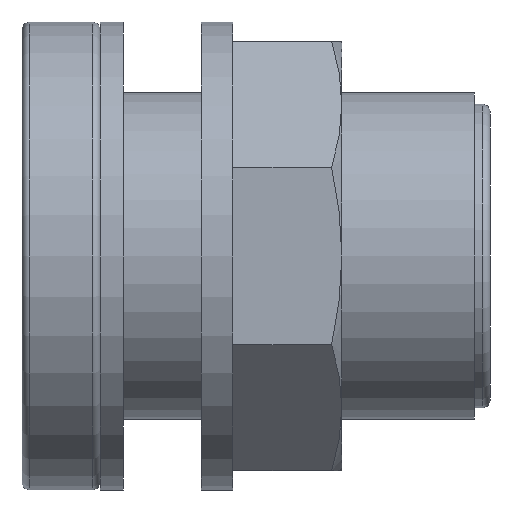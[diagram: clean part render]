
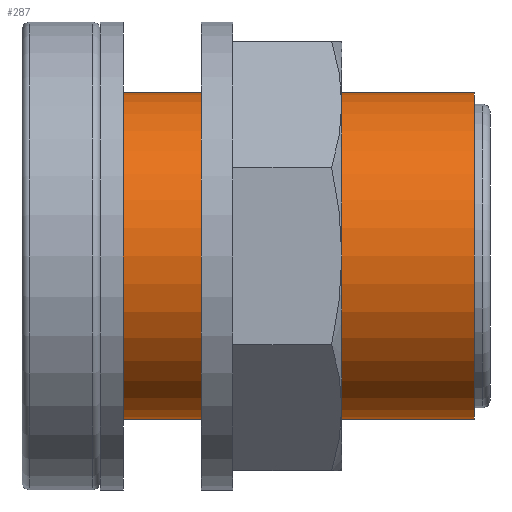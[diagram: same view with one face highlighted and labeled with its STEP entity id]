
A CAD part, left-side view. The second image highlights one B-rep face of the part: STEP entity #287.
In plain terms, the highlighted cylindrical face has radius 20.955 mm (diameter 41.91 mm), a partial arc.
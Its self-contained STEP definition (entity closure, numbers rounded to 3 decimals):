
#197 = VERTEX_POINT ( 'NONE', #1406 ) ;
#198 = VERTEX_POINT ( 'NONE', #1405 ) ;
#200 = EDGE_CURVE ( 'NONE', #198, #762, #1404, .T. ) ;
#204 = EDGE_CURVE ( 'NONE', #197, #673, #1394, .T. ) ;
#287 = ADVANCED_FACE ( 'NONE', ( #1675 ), #1705, .T. ) ;
#288 = EDGE_LOOP ( 'NONE', ( #289, #290, #292, #293 ) ) ;
#289 = ORIENTED_EDGE ( 'NONE', *, *, #200, .F. ) ;
#290 = ORIENTED_EDGE ( 'NONE', *, *, #291, .T. ) ;
#291 = EDGE_CURVE ( 'NONE', #198, #197, #1706, .T. ) ;
#292 = ORIENTED_EDGE ( 'NONE', *, *, #204, .T. ) ;
#293 = ORIENTED_EDGE ( 'NONE', *, *, #672, .T. ) ;
#672 = EDGE_CURVE ( 'NONE', #673, #762, #3000, .T. ) ;
#673 = VERTEX_POINT ( 'NONE', #2995 ) ;
#762 = VERTEX_POINT ( 'NONE', #3214 ) ;
#1393 = CARTESIAN_POINT ( 'NONE',  ( 0., 0., 20.955 ) ) ;
#1394 = LINE ( 'NONE', #1393, #1443 ) ;
#1401 = DIRECTION ( 'NONE',  ( 0., 1., 0. ) ) ;
#1402 = VECTOR ( 'NONE', #1401, 1000. ) ;
#1403 = CARTESIAN_POINT ( 'NONE',  ( 0., 0., -20.955 ) ) ;
#1404 = LINE ( 'NONE', #1403, #1402 ) ;
#1405 = CARTESIAN_POINT ( 'NONE',  ( 0., 2., -20.955 ) ) ;
#1406 = CARTESIAN_POINT ( 'NONE',  ( 0., 2., 20.955 ) ) ;
#1442 = DIRECTION ( 'NONE',  ( 0., 1., 0. ) ) ;
#1443 = VECTOR ( 'NONE', #1442, 1000. ) ;
#1675 = FACE_OUTER_BOUND ( 'NONE', #288, .T. ) ;
#1697 = DIRECTION ( 'NONE',  ( 0., 0., 1. ) ) ;
#1698 = DIRECTION ( 'NONE',  ( 0., 1., 0. ) ) ;
#1699 = CARTESIAN_POINT ( 'NONE',  ( 0., 2., 0. ) ) ;
#1700 = AXIS2_PLACEMENT_3D ( 'NONE', #1699, #1698, #1697 ) ;
#1702 = DIRECTION ( 'NONE',  ( 0., 0., 1. ) ) ;
#1703 = DIRECTION ( 'NONE',  ( 0., 1., 0. ) ) ;
#1704 = AXIS2_PLACEMENT_3D ( 'NONE', #1707, #1703, #1702 ) ;
#1705 = CYLINDRICAL_SURFACE ( 'NONE', #1704, 20.955 ) ;
#1706 = CIRCLE ( 'NONE', #1700, 20.955 ) ;
#1707 = CARTESIAN_POINT ( 'NONE',  ( 0., 0., 0. ) ) ;
#2995 = CARTESIAN_POINT ( 'NONE',  ( 0., 48., 20.955 ) ) ;
#2996 = DIRECTION ( 'NONE',  ( 0., 0., 1. ) ) ;
#2997 = DIRECTION ( 'NONE',  ( 0., -1., 0. ) ) ;
#2998 = CARTESIAN_POINT ( 'NONE',  ( 0., 48., 0. ) ) ;
#2999 = AXIS2_PLACEMENT_3D ( 'NONE', #2998, #2997, #2996 ) ;
#3000 = CIRCLE ( 'NONE', #2999, 20.955 ) ;
#3214 = CARTESIAN_POINT ( 'NONE',  ( 0., 48., -20.955 ) ) ;
